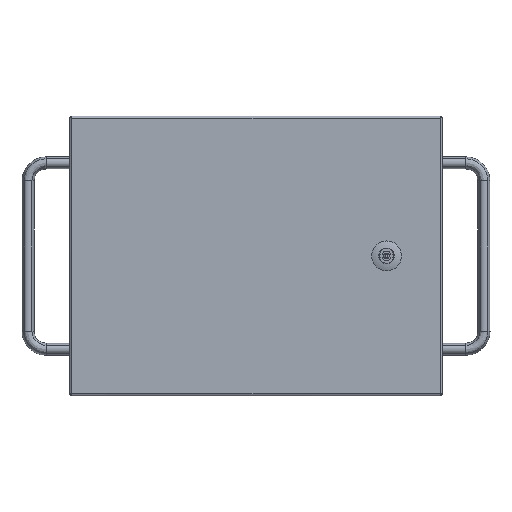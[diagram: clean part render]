
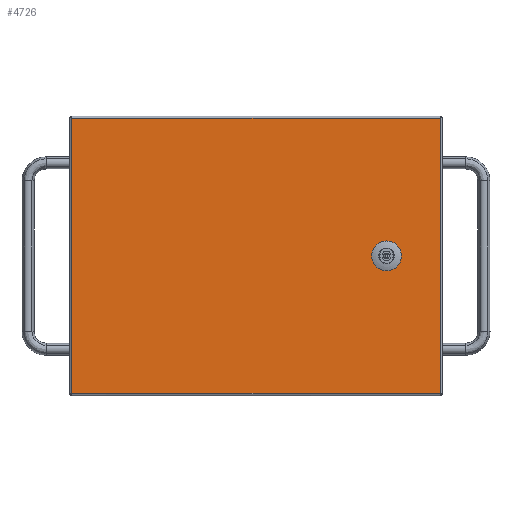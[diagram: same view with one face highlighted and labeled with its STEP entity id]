
A CAD part, top view. The second image highlights one B-rep face of the part: STEP entity #4726.
In plain terms, the highlighted face is planar.
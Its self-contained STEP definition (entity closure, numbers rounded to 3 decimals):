
#224 = AXIS2_PLACEMENT_3D ( 'NONE', #20712, #9917, #25706 ) ;
#939 = CARTESIAN_POINT ( 'NONE',  ( 145.056, 10.05, 0. ) ) ;
#1058 = VERTEX_POINT ( 'NONE', #15609 ) ;
#1108 = CARTESIAN_POINT ( 'NONE',  ( 140., 0., 0. ) ) ;
#1243 = DIRECTION ( 'NONE',  ( 0., -1., 0. ) ) ;
#1858 = VECTOR ( 'NONE', #11489, 1000. ) ;
#2339 = DIRECTION ( 'NONE',  ( -1., 0., 0. ) ) ;
#2763 = CARTESIAN_POINT ( 'NONE',  ( -198.743, 147.5, 0. ) ) ;
#2768 = ORIENTED_EDGE ( 'NONE', *, *, #6064, .F. ) ;
#2923 = CARTESIAN_POINT ( 'NONE',  ( 140., 0., 0. ) ) ;
#2977 = VERTEX_POINT ( 'NONE', #3976 ) ;
#3449 = CARTESIAN_POINT ( 'NONE',  ( 198.743, -147.5, 0. ) ) ;
#3901 = EDGE_CURVE ( 'NONE', #29083, #30118, #9706, .T. ) ;
#3976 = CARTESIAN_POINT ( 'NONE',  ( -197.5, -147.5, 0. ) ) ;
#4237 = LINE ( 'NONE', #939, #31612 ) ;
#4345 = CIRCLE ( 'NONE', #224, 11.25 ) ;
#4358 = EDGE_CURVE ( 'NONE', #17000, #20459, #21609, .T. ) ;
#4726 = ADVANCED_FACE ( 'NONE', ( #18703, #26578 ), #7336, .F. ) ;
#5472 = VECTOR ( 'NONE', #13647, 1000. ) ;
#6035 = CARTESIAN_POINT ( 'NONE',  ( -197.5, -148.743, 0. ) ) ;
#6064 = EDGE_CURVE ( 'NONE', #9029, #31946, #21542, .T. ) ;
#7336 = PLANE ( 'NONE',  #23708 ) ;
#7337 = VERTEX_POINT ( 'NONE', #7374 ) ;
#7374 = CARTESIAN_POINT ( 'NONE',  ( -197.5, 147.5, 0. ) ) ;
#7450 = DIRECTION ( 'NONE',  ( 0., 0., 1. ) ) ;
#7621 = DIRECTION ( 'NONE',  ( -1., 0., 0. ) ) ;
#7681 = CARTESIAN_POINT ( 'NONE',  ( 129.95, -5.056, 0. ) ) ;
#7912 = VERTEX_POINT ( 'NONE', #13721 ) ;
#7954 = ORIENTED_EDGE ( 'NONE', *, *, #15683, .F. ) ;
#8617 = LINE ( 'NONE', #2763, #26067 ) ;
#9029 = VERTEX_POINT ( 'NONE', #11678 ) ;
#9176 = EDGE_CURVE ( 'NONE', #31946, #7912, #4345, .T. ) ;
#9706 = CIRCLE ( 'NONE', #25705, 11.25 ) ;
#9917 = DIRECTION ( 'NONE',  ( 0., 0., -1. ) ) ;
#10001 = ORIENTED_EDGE ( 'NONE', *, *, #3901, .F. ) ;
#10327 = CARTESIAN_POINT ( 'NONE',  ( 145.056, -10.05, 0. ) ) ;
#10779 = ORIENTED_EDGE ( 'NONE', *, *, #18790, .T. ) ;
#11489 = DIRECTION ( 'NONE',  ( 0., -1., 0. ) ) ;
#11678 = CARTESIAN_POINT ( 'NONE',  ( 150.05, 5.056, 0. ) ) ;
#11857 = DIRECTION ( 'NONE',  ( -1., 0., 0. ) ) ;
#12354 = CARTESIAN_POINT ( 'NONE',  ( 134.944, 10.05, 0. ) ) ;
#12498 = AXIS2_PLACEMENT_3D ( 'NONE', #2923, #21490, #2339 ) ;
#13188 = DIRECTION ( 'NONE',  ( 0., 1., 0. ) ) ;
#13647 = DIRECTION ( 'NONE',  ( -1., 0., 0. ) ) ;
#13721 = CARTESIAN_POINT ( 'NONE',  ( 145.056, -10.05, 0. ) ) ;
#14402 = DIRECTION ( 'NONE',  ( 0., 0., -1. ) ) ;
#15515 = CARTESIAN_POINT ( 'NONE',  ( 197.5, -147.5, 0. ) ) ;
#15609 = CARTESIAN_POINT ( 'NONE',  ( 197.5, 147.5, 0. ) ) ;
#15683 = EDGE_CURVE ( 'NONE', #30118, #30253, #4237, .T. ) ;
#16038 = EDGE_CURVE ( 'NONE', #20459, #29083, #19581, .T. ) ;
#16066 = ORIENTED_EDGE ( 'NONE', *, *, #21771, .T. ) ;
#16389 = LINE ( 'NONE', #27264, #1858 ) ;
#16842 = ORIENTED_EDGE ( 'NONE', *, *, #27819, .T. ) ;
#16979 = VECTOR ( 'NONE', #1243, 1000. ) ;
#17000 = VERTEX_POINT ( 'NONE', #26022 ) ;
#17738 = AXIS2_PLACEMENT_3D ( 'NONE', #1108, #24774, #19667 ) ;
#18326 = CARTESIAN_POINT ( 'NONE',  ( 129.95, 5.056, 0. ) ) ;
#18539 = EDGE_LOOP ( 'NONE', ( #16842, #16066, #10779, #32605 ) ) ;
#18703 = FACE_BOUND ( 'NONE', #34086, .T. ) ;
#18734 = CARTESIAN_POINT ( 'NONE',  ( 145.056, 10.05, 0. ) ) ;
#18765 = LINE ( 'NONE', #3449, #5472 ) ;
#18790 = EDGE_CURVE ( 'NONE', #7337, #1058, #8617, .T. ) ;
#19408 = ORIENTED_EDGE ( 'NONE', *, *, #28695, .F. ) ;
#19510 = DIRECTION ( 'NONE',  ( 1., 0., 0. ) ) ;
#19581 = LINE ( 'NONE', #18326, #19991 ) ;
#19667 = DIRECTION ( 'NONE',  ( -1., 0., 0. ) ) ;
#19991 = VECTOR ( 'NONE', #13188, 1000. ) ;
#20459 = VERTEX_POINT ( 'NONE', #7681 ) ;
#20712 = CARTESIAN_POINT ( 'NONE',  ( 140., 0., 0. ) ) ;
#20832 = CARTESIAN_POINT ( 'NONE',  ( 150.05, -5.056, 0. ) ) ;
#21490 = DIRECTION ( 'NONE',  ( 0., 0., -1. ) ) ;
#21542 = LINE ( 'NONE', #30325, #16979 ) ;
#21609 = CIRCLE ( 'NONE', #17738, 11.25 ) ;
#21650 = CIRCLE ( 'NONE', #12498, 11.25 ) ;
#21731 = DIRECTION ( 'NONE',  ( 0., 1., 0. ) ) ;
#21771 = EDGE_CURVE ( 'NONE', #2977, #7337, #23867, .T. ) ;
#22772 = ORIENTED_EDGE ( 'NONE', *, *, #4358, .F. ) ;
#22883 = ORIENTED_EDGE ( 'NONE', *, *, #28616, .F. ) ;
#23589 = CARTESIAN_POINT ( 'NONE',  ( -200., 150., 0. ) ) ;
#23708 = AXIS2_PLACEMENT_3D ( 'NONE', #23589, #7450, #28930 ) ;
#23737 = DIRECTION ( 'NONE',  ( 1., 0., 0. ) ) ;
#23867 = LINE ( 'NONE', #6035, #34219 ) ;
#24530 = LINE ( 'NONE', #10327, #31999 ) ;
#24774 = DIRECTION ( 'NONE',  ( 0., 0., -1. ) ) ;
#25705 = AXIS2_PLACEMENT_3D ( 'NONE', #30290, #14402, #11857 ) ;
#25706 = DIRECTION ( 'NONE',  ( -1., 0., 0. ) ) ;
#26022 = CARTESIAN_POINT ( 'NONE',  ( 134.944, -10.05, 0. ) ) ;
#26067 = VECTOR ( 'NONE', #23737, 1000. ) ;
#26578 = FACE_OUTER_BOUND ( 'NONE', #18539, .T. ) ;
#27264 = CARTESIAN_POINT ( 'NONE',  ( 197.5, 148.743, 0. ) ) ;
#27819 = EDGE_CURVE ( 'NONE', #31317, #2977, #18765, .T. ) ;
#28616 = EDGE_CURVE ( 'NONE', #7912, #17000, #24530, .T. ) ;
#28695 = EDGE_CURVE ( 'NONE', #30253, #9029, #21650, .T. ) ;
#28930 = DIRECTION ( 'NONE',  ( 1., 0., 0. ) ) ;
#29083 = VERTEX_POINT ( 'NONE', #30940 ) ;
#30118 = VERTEX_POINT ( 'NONE', #12354 ) ;
#30253 = VERTEX_POINT ( 'NONE', #18734 ) ;
#30290 = CARTESIAN_POINT ( 'NONE',  ( 140., 0., 0. ) ) ;
#30325 = CARTESIAN_POINT ( 'NONE',  ( 150.05, 5.056, 0. ) ) ;
#30940 = CARTESIAN_POINT ( 'NONE',  ( 129.95, 5.056, 0. ) ) ;
#31317 = VERTEX_POINT ( 'NONE', #15515 ) ;
#31612 = VECTOR ( 'NONE', #19510, 1000. ) ;
#31946 = VERTEX_POINT ( 'NONE', #20832 ) ;
#31999 = VECTOR ( 'NONE', #7621, 1000. ) ;
#32605 = ORIENTED_EDGE ( 'NONE', *, *, #32740, .T. ) ;
#32740 = EDGE_CURVE ( 'NONE', #1058, #31317, #16389, .T. ) ;
#32814 = ORIENTED_EDGE ( 'NONE', *, *, #16038, .F. ) ;
#32881 = ORIENTED_EDGE ( 'NONE', *, *, #9176, .F. ) ;
#34086 = EDGE_LOOP ( 'NONE', ( #22883, #32881, #2768, #19408, #7954, #10001, #32814, #22772 ) ) ;
#34219 = VECTOR ( 'NONE', #21731, 1000. ) ;
